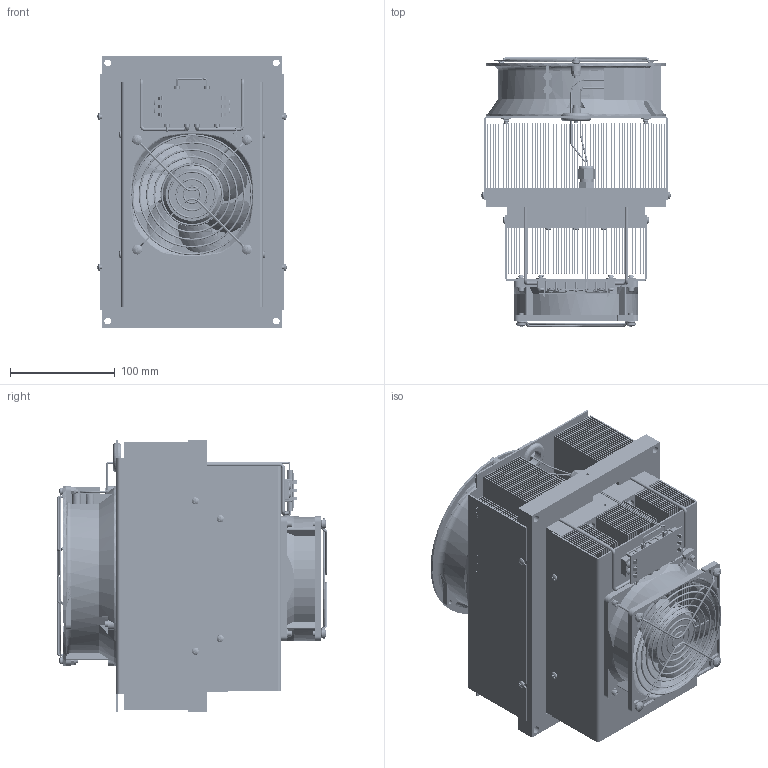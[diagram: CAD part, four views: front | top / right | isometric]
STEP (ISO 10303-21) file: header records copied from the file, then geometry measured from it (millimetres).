
FILE_DESCRIPTION(/* description */ ('Alibre Inc.'),/* implementation_level */ '2;1');
FILE_NAME(/* name */ 'export-AF5E33AA-6936-433E-AE97-E7B8DB111AA1',/* time_stamp */ '2022-12-12T15:41:14-05:00',/* author */ (''),/* organization */ (''),/* preprocessor_version */ 'ST-DEVELOPER v17',/* originating_system */ 'Alibre',/* authorisation */ '');
FILE_SCHEMA (('AUTOMOTIVE_DESIGN'));
Length unit declared in the file: millimetre
Products named in the file (79): sc162_w5; 12038G_RIBLESS; sc120_w5_RIB; sc120_w5_RING; sc120_w5
Bounding box: 180.8 x 257.42 x 259.08 mm (x, y, z)
Volume: 3320470.3 mm3; surface area: 3718996.7 mm2
Topology: 195 solids, 195 shells, 4715 faces, 11613 edges, 7594 vertices
Faces by surface type: plane 2777, cylinder 827, bspline 534, torus 334, cone 213, sphere 30
Full cylindrical faces by diameter (mm): 1.397 x17, 1.422 x10, 1.676 x12, 2.459 x4, 2.642 x29, 3.175 x10, 3.242 x1, 3.505 x39, 4.166 x12, 4.216 x10, 4.267 x6, 4.318 x8, 4.369 x8, 4.699 x4, 4.775 x6, 4.826 x4, 5.563 x11, 5.74 x13, 6.299 x6, 6.35 x10, 6.5 x1, 6.858 x26, 7.137 x4, 7.798 x2, 7.938 x4, 8 x2, 9.474 x4, 9.525 x6, 10.312 x6, 11.125 x6
Entity records: 107404 total; most frequent: CARTESIAN_POINT 37666, ORIENTED_EDGE 14956, DIRECTION 10931, EDGE_CURVE 7477, VERTEX_POINT 5011, VECTOR 4337, LINE 4337, AXIS2_PLACEMENT_3D 4204
